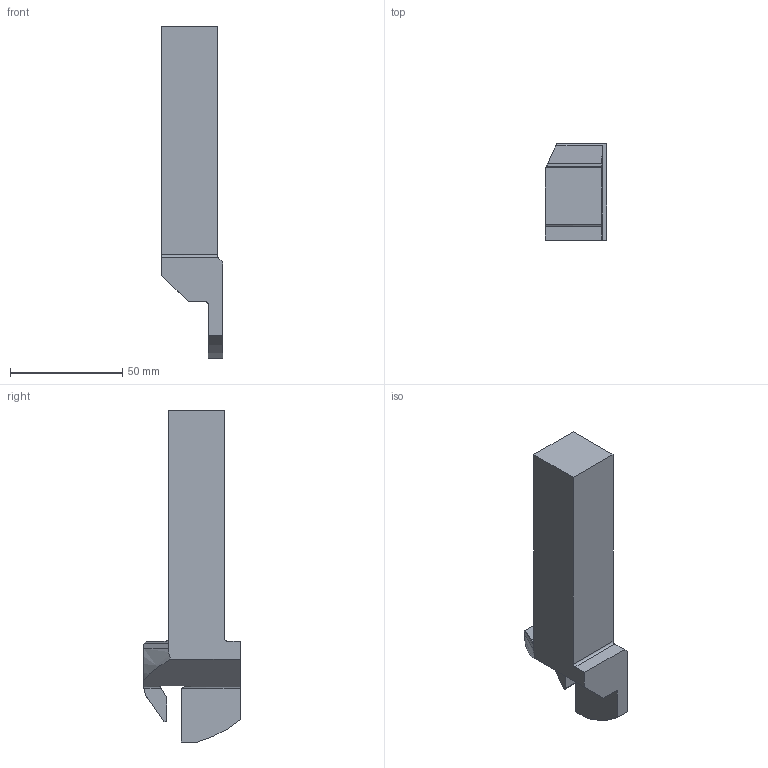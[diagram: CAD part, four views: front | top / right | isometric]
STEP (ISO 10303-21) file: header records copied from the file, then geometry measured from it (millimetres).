
FILE_DESCRIPTION(/* description */ (''),/* implementation_level */ '2;1');
FILE_NAME(/* name */ 'GYPL2525M00-K25.stp',/* time_stamp */ '2021-04-02T17:55:19+09:00',/* author */ (''),/* organization */ (''),/* preprocessor_version */ 'ST-DEVELOPER v16',/* originating_system */ 'SIEMENS PLM Software NX 10.0',/* authorisation */ '');
FILE_SCHEMA (('AUTOMOTIVE_DESIGN { 1 0 10303 214 3 1 1 1 }'));
Length unit declared in the file: millimetre
Products named in the file (1): GYPL2525M00-K25_ASM
Bounding box: 27.2 x 43 x 148 mm (x, y, z)
Volume: 87402.5 mm3; surface area: 18010 mm2
Topology: 2 solids, 2 shells, 92 faces, 263 edges, 176 vertices
Faces by surface type: cylinder 41, plane 34, cone 9, torus 4, bspline 2, sphere 2
Entity records: 3816 total; most frequent: CARTESIAN_POINT 1107, ORIENTED_EDGE 518, DIRECTION 515, EDGE_CURVE 259, AXIS2_PLACEMENT_3D 194, VERTEX_POINT 173, LINE 127, VECTOR 127
